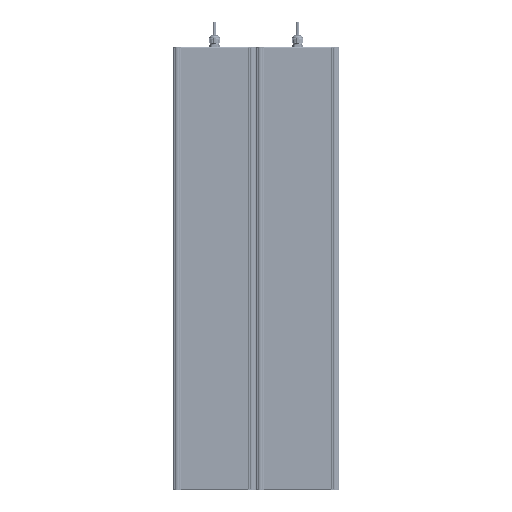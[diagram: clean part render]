
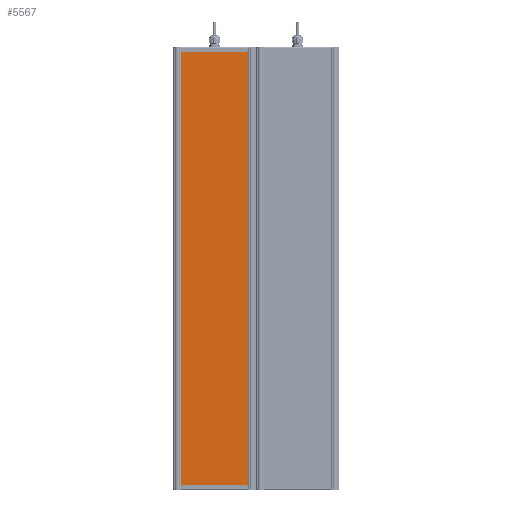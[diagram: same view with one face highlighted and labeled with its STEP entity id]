
A CAD part, front view. The second image highlights one B-rep face of the part: STEP entity #5567.
In plain terms, the highlighted face is planar.
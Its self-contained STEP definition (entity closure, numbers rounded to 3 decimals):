
#5567=ADVANCED_FACE('',(#15998),#16000,.T.);
#15998=FACE_BOUND('',#15999,.T.);
#15999=EDGE_LOOP('',(#49678,#49679,#49680,#49681));
#16000=PLANE('',#16001);
#16001=AXIS2_PLACEMENT_3D('',#16002,#16003,#16004);
#16002=CARTESIAN_POINT('',(2111.497,401.002,-34.582));
#16003=DIRECTION('',(0.,0.,-1.));
#16004=DIRECTION('',(0.,1.,0.));
#49678=ORIENTED_EDGE('',*,*,#59736,.F.);
#49679=ORIENTED_EDGE('',*,*,#59735,.T.);
#49680=ORIENTED_EDGE('',*,*,#59737,.F.);
#49681=ORIENTED_EDGE('',*,*,#59738,.F.);
#59735=EDGE_CURVE('',#67057,#67061,#67063,.T.);
#59736=EDGE_CURVE('',#67057,#67064,#67065,.T.);
#59737=EDGE_CURVE('',#67066,#67061,#67067,.T.);
#59738=EDGE_CURVE('',#67064,#67066,#67068,.T.);
#67057=VERTEX_POINT('',#88701);
#67061=VERTEX_POINT('',#88709);
#67063=LINE('',#88713,#88714);
#67064=VERTEX_POINT('',#88716);
#67065=LINE('',#88717,#88718);
#67066=VERTEX_POINT('',#88720);
#67067=LINE('',#88721,#88722);
#67068=LINE('',#88724,#88725);
#88701=CARTESIAN_POINT('',(2111.497,565.13,-34.582));
#88709=CARTESIAN_POINT('',(3107.497,565.13,-34.582));
#88713=CARTESIAN_POINT('',(2111.497,565.13,-34.582));
#88714=VECTOR('',#88715,1.);
#88715=DIRECTION('',(1.,0.,0.));
#88716=CARTESIAN_POINT('',(2111.497,401.002,-34.582));
#88717=CARTESIAN_POINT('',(2111.497,565.13,-34.582));
#88718=VECTOR('',#88719,1.);
#88719=DIRECTION('',(0.,-1.,0.));
#88720=CARTESIAN_POINT('',(3107.497,401.002,-34.582));
#88721=CARTESIAN_POINT('',(3107.497,401.002,-34.582));
#88722=VECTOR('',#88723,1.);
#88723=DIRECTION('',(0.,1.,0.));
#88724=CARTESIAN_POINT('',(2111.497,401.002,-34.582));
#88725=VECTOR('',#88726,1.);
#88726=DIRECTION('',(1.,0.,0.));
